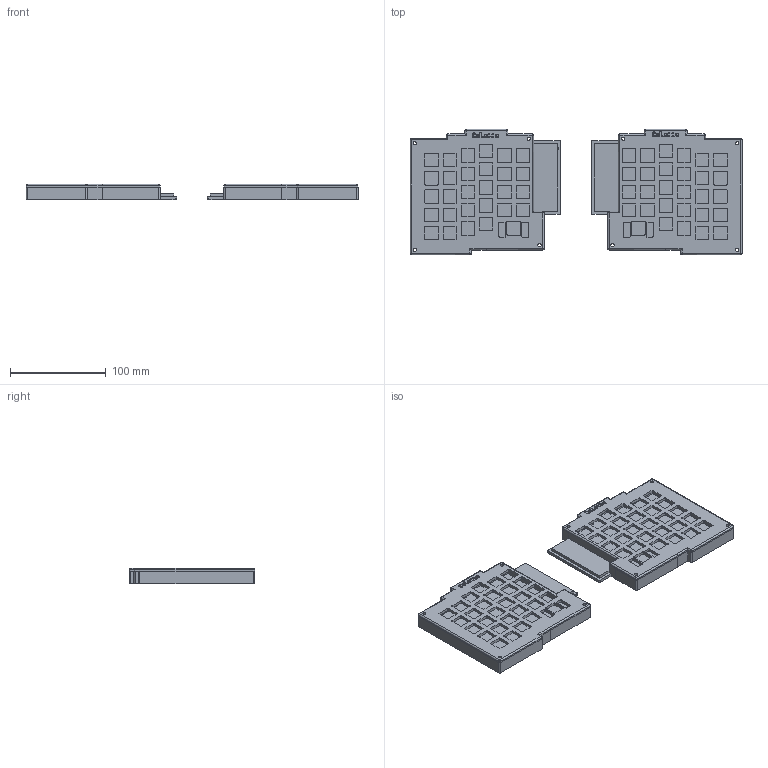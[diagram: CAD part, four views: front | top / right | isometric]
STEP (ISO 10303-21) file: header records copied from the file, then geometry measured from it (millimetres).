
FILE_DESCRIPTION(('FreeCAD Model'),'2;1');
FILE_NAME('Open CASCADE Shape Model','2025-05-23T18:17:47',(''),(''), 'Open CASCADE STEP processor 7.8','FreeCAD','Unknown');
FILE_SCHEMA(('AUTOMOTIVE_DESIGN { 1 0 10303 214 1 1 1 1 }'));
Length unit declared in the file: millimetre
Products named in the file (14): main; Case-left; Body; Plate-left; Plate; Case-right; Body002; ShapeString002; Plate-right; Body003; left-pcb; Body004; right-pcb; Body005
Assembly tree (13 placements, depth 3):
  main
    Case-left
      Body
    Plate-left
      Plate
    Case-right
      Body002
      ShapeString002
    Plate-right
      Body003
    left-pcb
      Body004
    right-pcb
      Body005
Bounding box: 346.85 x 130.83 x 16 mm (x, y, z)
Volume: 342373.2 mm3; surface area: 213096.4 mm2
Topology: 6 solids, 13 shells, 1407 faces, 4118 edges, 2760 vertices
Faces by surface type: plane 705, extrusion 344, cylinder 340, sphere 18
Full cylindrical faces by diameter (mm): 3.4 x16, 6 x6, 6.002 x2
Entity records: 47504 total; most frequent: CARTESIAN_POINT 10521, ORIENTED_EDGE 8054, DIRECTION 6488, EDGE_CURVE 4100, VECTOR 2998, VERTEX_POINT 2760, LINE 2654, AXIS2_PLACEMENT_3D 1745
